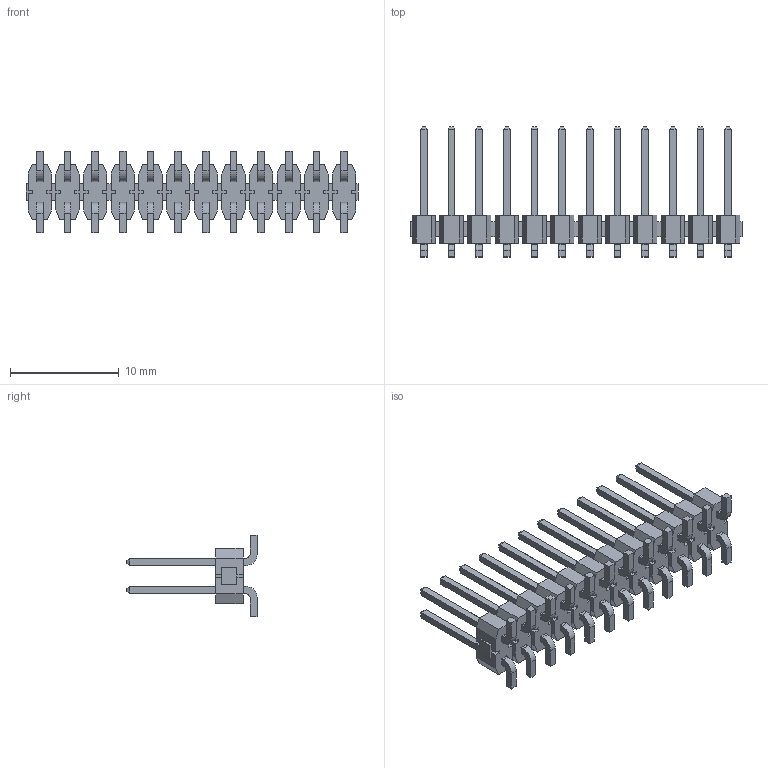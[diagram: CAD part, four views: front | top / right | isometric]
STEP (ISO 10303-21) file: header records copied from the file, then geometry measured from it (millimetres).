
FILE_DESCRIPTION (( 'STEP AP214' ), '1' );
FILE_NAME ('TSM-112-02-L-DV.STEP', '2021-02-02T09:11:38', ( '' ), ( '' ), 'SwSTEP 2.0', 'SolidWorks 2018', '' );
FILE_SCHEMA (( 'AUTOMOTIVE_DESIGN' ));
Length unit declared in the file: millimetre
Products named in the file (3): TSM-112-02-L-DV; TSM_112_02_L_DV_3; TSM_112_02_L_DV_5
Assembly tree (2 placements, depth 2):
  TSM-112-02-L-DV
    TSM_112_02_L_DV_3
    TSM_112_02_L_DV_5
Bounding box: 30.48 x 11.94 x 7.44 mm (x, y, z)
Volume: 431.2 mm3; surface area: 1702.1 mm2
Topology: 2 solids, 2 shells, 916 faces, 2640 edges, 1728 vertices
Faces by surface type: plane 868, cylinder 48
Entity records: 29578 total; most frequent: CARTESIAN_POINT 5289, ORIENTED_EDGE 5280, DIRECTION 4578, EDGE_CURVE 2640, LINE 2544, VECTOR 2544, VERTEX_POINT 1728, AXIS2_PLACEMENT_3D 1017
